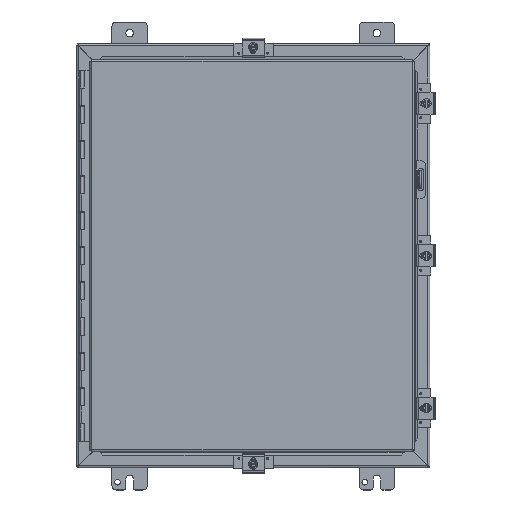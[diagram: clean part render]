
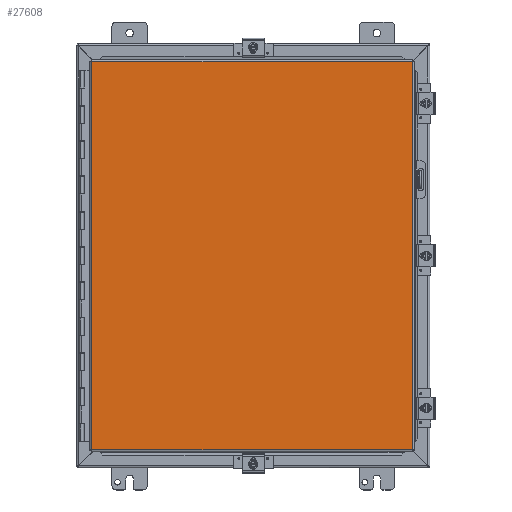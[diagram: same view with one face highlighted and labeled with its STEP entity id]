
A CAD part, top view. The second image highlights one B-rep face of the part: STEP entity #27608.
In plain terms, the highlighted face is planar.
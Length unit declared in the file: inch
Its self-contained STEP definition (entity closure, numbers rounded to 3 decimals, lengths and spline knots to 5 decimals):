
#1069 = AXIS2_PLACEMENT_3D ( 'NONE', #43933, #21137, #47758 ) ;
#1106 = CARTESIAN_POINT ( 'NONE',  ( -9.08225, 10.9885, 0. ) ) ;
#1147 = EDGE_CURVE ( 'NONE', #2503, #2751, #30174, .T. ) ;
#1156 = DIRECTION ( 'NONE',  ( 0., -1., 0. ) ) ;
#2503 = VERTEX_POINT ( 'NONE', #45799 ) ;
#2751 = VERTEX_POINT ( 'NONE', #37410 ) ;
#5404 = VECTOR ( 'NONE', #35577, 39.37008 ) ;
#5603 = VECTOR ( 'NONE', #1156, 39.37008 ) ;
#6335 = VERTEX_POINT ( 'NONE', #1106 ) ;
#6683 = LINE ( 'NONE', #10569, #26820 ) ;
#6759 = EDGE_CURVE ( 'NONE', #40616, #2503, #26954, .T. ) ;
#10569 = CARTESIAN_POINT ( 'NONE',  ( -9.08225, -10.9885, 0. ) ) ;
#14834 = CARTESIAN_POINT ( 'NONE',  ( 9.08225, 10.9885, 0. ) ) ;
#15459 = ORIENTED_EDGE ( 'NONE', *, *, #25174, .T. ) ;
#16392 = CARTESIAN_POINT ( 'NONE',  ( 9.08225, 10.9885, 0. ) ) ;
#18283 = ORIENTED_EDGE ( 'NONE', *, *, #1147, .T. ) ;
#20494 = FACE_OUTER_BOUND ( 'NONE', #48670, .T. ) ;
#21137 = DIRECTION ( 'NONE',  ( 0., 0., 1. ) ) ;
#22646 = CARTESIAN_POINT ( 'NONE',  ( 9.08225, -10.9885, 0. ) ) ;
#22661 = DIRECTION ( 'NONE',  ( -1., 0., 0. ) ) ;
#24099 = CARTESIAN_POINT ( 'NONE',  ( -9.08225, 10.9885, 0. ) ) ;
#25174 = EDGE_CURVE ( 'NONE', #2751, #6335, #6683, .T. ) ;
#25539 = LINE ( 'NONE', #24099, #5404 ) ;
#26820 = VECTOR ( 'NONE', #37134, 39.37008 ) ;
#26954 = LINE ( 'NONE', #16392, #5603 ) ;
#27608 = ADVANCED_FACE ( 'NONE', ( #20494 ), #47597, .F. ) ;
#30174 = LINE ( 'NONE', #22646, #40331 ) ;
#34406 = ORIENTED_EDGE ( 'NONE', *, *, #36669, .T. ) ;
#35577 = DIRECTION ( 'NONE',  ( 1., 0., 0. ) ) ;
#36669 = EDGE_CURVE ( 'NONE', #6335, #40616, #25539, .T. ) ;
#37134 = DIRECTION ( 'NONE',  ( 0., 1., 0. ) ) ;
#37410 = CARTESIAN_POINT ( 'NONE',  ( -9.08225, -10.9885, 0. ) ) ;
#39831 = ORIENTED_EDGE ( 'NONE', *, *, #6759, .T. ) ;
#40331 = VECTOR ( 'NONE', #22661, 39.37008 ) ;
#40616 = VERTEX_POINT ( 'NONE', #14834 ) ;
#43933 = CARTESIAN_POINT ( 'NONE',  ( 0., 0., 0. ) ) ;
#45799 = CARTESIAN_POINT ( 'NONE',  ( 9.08225, -10.9885, 0. ) ) ;
#47597 = PLANE ( 'NONE',  #1069 ) ;
#47758 = DIRECTION ( 'NONE',  ( 1., 0., 0. ) ) ;
#48670 = EDGE_LOOP ( 'NONE', ( #15459, #34406, #39831, #18283 ) ) ;
